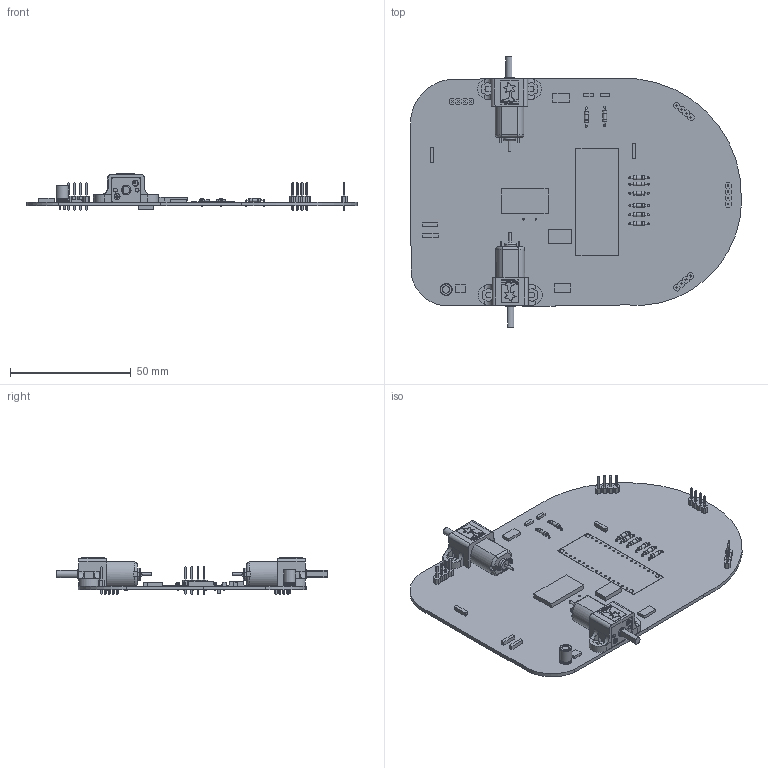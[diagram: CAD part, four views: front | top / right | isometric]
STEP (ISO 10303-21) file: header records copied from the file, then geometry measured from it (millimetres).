
FILE_DESCRIPTION(/* description */ (''),/* implementation_level */ '2;1');
FILE_NAME(/* name */ 'chasis.stp',/* time_stamp */ '2020-11-05T16:40:56-05:00',/* author */ ('palmi'),/* organization */ (''),/* preprocessor_version */ 'ST-DEVELOPER v18',/* originating_system */ 'Autodesk Inventor 2020',/* authorisation */ '');
FILE_SCHEMA (('AUTOMOTIVE_DESIGN { 1 0 10303 214 3 1 1 }'));
Length unit declared in the file: millimetre
Products named in the file (3): Ensamblaje1; micro-metal-gearmotor-extended-with-1086-bracket; Esquem
Assembly tree (3 placements, depth 2):
  Ensamblaje1
    micro-metal-gearmotor-extended-with-1086-bracket  x2
    Esquem
Bounding box: 137.05 x 111.9 x 15 mm (x, y, z)
Volume: 26687.6 mm3; surface area: 32555.4 mm2
Topology: 29 solids, 31 shells, 2760 faces, 7643 edges, 5040 vertices
Faces by surface type: plane 2427, cylinder 243, torus 86, cone 4
Full cylindrical faces by diameter (mm): 0.45 x2, 0.5 x34, 0.8 x30, 0.813 x51, 1 x6, 1.016 x20, 1.321 x4, 1.52 x8, 1.6 x20, 1.778 x4, 2.45 x4, 2.5 x4, 2.9 x1, 3.4 x1, 4 x2, 5 x2
Entity records: 57398 total; most frequent: CARTESIAN_POINT 9891, ORIENTED_EDGE 9572, DIRECTION 9003, EDGE_CURVE 4786, LINE 4109, VECTOR 4109, VERTEX_POINT 3137, AXIS2_PLACEMENT_3D 2447
